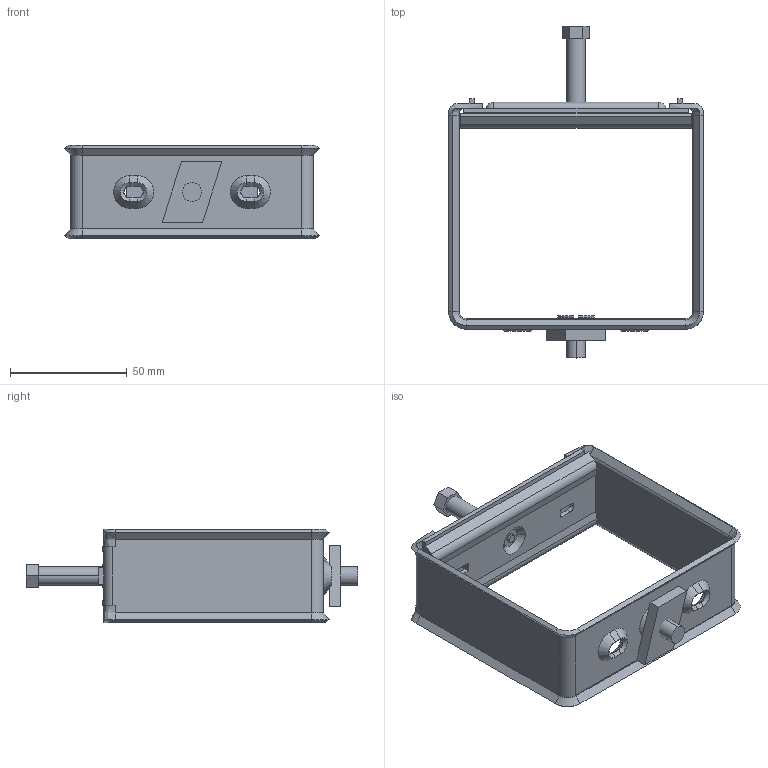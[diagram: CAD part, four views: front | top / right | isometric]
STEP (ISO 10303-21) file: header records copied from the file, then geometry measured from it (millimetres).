
FILE_DESCRIPTION (( 'STEP AP214' ), '1' );
FILE_NAME ('1194089.stp', '2017-05-18T09:52:03', ( '' ), ( '' ), 'SwSTEP 2.0', 'SolidWorks 2016', '' );
FILE_SCHEMA (( 'AUTOMOTIVE_DESIGN' ));
Length unit declared in the file: millimetre
Products named in the file (7): KTS 14.037-004_Standard; 013842_ISO 2009 - M8 x 18 - A2; EB104-00-03_Druckschraube - M8 x 33; EB050-20-03_Standard; EB050-20-02_Standard; EB050-30-01_Standard; 1194089
Assembly tree (6 placements, depth 2):
  1194089
    EB050-30-01_Standard
    EB050-20-02_Standard
    EB050-20-03_Standard
    EB104-00-03_Druckschraube - M8 x 33
    013842_ISO 2009 - M8 x 18 - A2
    KTS 14.037-004_Standard
Bounding box: 109.01 x 142.02 x 40 mm (x, y, z)
Volume: 46559.5 mm3; surface area: 48045.8 mm2
Topology: 6 solids, 6 shells, 346 faces, 878 edges, 547 vertices
Faces by surface type: plane 190, cylinder 74, cone 46, torus 12, bspline 12, sphere 12
Entity records: 12642 total; most frequent: CARTESIAN_POINT 4226, ORIENTED_EDGE 1696, DIRECTION 1656, EDGE_CURVE 848, AXIS2_PLACEMENT_3D 563, VERTEX_POINT 531, VECTOR 530, LINE 530
